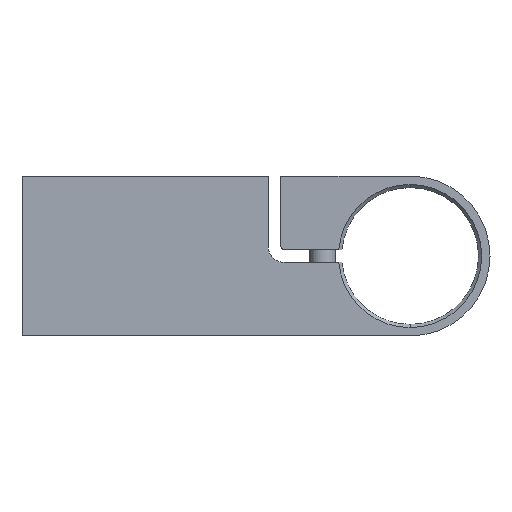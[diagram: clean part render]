
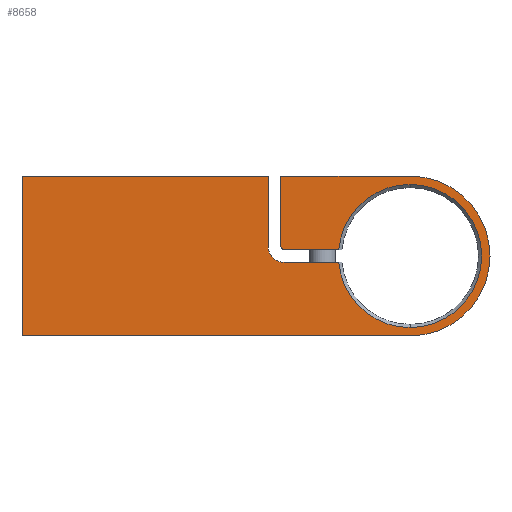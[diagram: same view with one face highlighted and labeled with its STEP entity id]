
A CAD part, front view. The second image highlights one B-rep face of the part: STEP entity #8658.
In plain terms, the highlighted planar face has unit normal (0, -1, 0).
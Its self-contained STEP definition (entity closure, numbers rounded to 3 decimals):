
#12 = EDGE_CURVE ( 'NONE', #8811, #2313, #3562, .T. ) ;
#58 = CARTESIAN_POINT ( 'NONE',  ( -21.306, -8., 2. ) ) ;
#77 = CARTESIAN_POINT ( 'NONE',  ( -40.4, -8., 3. ) ) ;
#217 = AXIS2_PLACEMENT_3D ( 'NONE', #7105, #4196, #1966 ) ;
#252 = VERTEX_POINT ( 'NONE', #3406 ) ;
#270 = ORIENTED_EDGE ( 'NONE', *, *, #2199, .F. ) ;
#272 = ORIENTED_EDGE ( 'NONE', *, *, #7886, .T. ) ;
#331 = VERTEX_POINT ( 'NONE', #4195 ) ;
#687 = VECTOR ( 'NONE', #5723, 1000. ) ;
#711 = AXIS2_PLACEMENT_3D ( 'NONE', #1524, #2886, #8641 ) ;
#843 = VECTOR ( 'NONE', #9144, 1000. ) ;
#858 = ORIENTED_EDGE ( 'NONE', *, *, #1059, .F. ) ;
#979 = CARTESIAN_POINT ( 'NONE',  ( -22.311, -8., -2. ) ) ;
#1029 = ORIENTED_EDGE ( 'NONE', *, *, #4742, .F. ) ;
#1045 = ORIENTED_EDGE ( 'NONE', *, *, #3755, .F. ) ;
#1059 = EDGE_CURVE ( 'NONE', #5220, #252, #4700, .T. ) ;
#1142 = AXIS2_PLACEMENT_3D ( 'NONE', #6070, #7522, #5425 ) ;
#1414 = VECTOR ( 'NONE', #7163, 1000. ) ;
#1524 = CARTESIAN_POINT ( 'NONE',  ( -39.4, -8., 3. ) ) ;
#1536 = DIRECTION ( 'NONE',  ( 0., 0., -1. ) ) ;
#1704 = CARTESIAN_POINT ( 'NONE',  ( -121.4, -8., -25. ) ) ;
#1773 = ORIENTED_EDGE ( 'NONE', *, *, #5938, .F. ) ;
#1813 = DIRECTION ( 'NONE',  ( 1., 0., 0. ) ) ;
#1939 = CARTESIAN_POINT ( 'NONE',  ( -22.311, -8., 2. ) ) ;
#1966 = DIRECTION ( 'NONE',  ( 0., 0., 1. ) ) ;
#1968 = ORIENTED_EDGE ( 'NONE', *, *, #3170, .T. ) ;
#2127 = CARTESIAN_POINT ( 'NONE',  ( -121.4, -8., -25. ) ) ;
#2172 = LINE ( 'NONE', #2127, #843 ) ;
#2187 = CARTESIAN_POINT ( 'NONE',  ( -40.4, -8., 3. ) ) ;
#2199 = EDGE_CURVE ( 'NONE', #3546, #5220, #7794, .T. ) ;
#2268 = DIRECTION ( 'NONE',  ( 0., 1., 0. ) ) ;
#2313 = VERTEX_POINT ( 'NONE', #1704 ) ;
#2336 = CARTESIAN_POINT ( 'NONE',  ( -39.4, -8., 2. ) ) ;
#2599 = ORIENTED_EDGE ( 'NONE', *, *, #8814, .F. ) ;
#2698 = VERTEX_POINT ( 'NONE', #4591 ) ;
#2715 = DIRECTION ( 'NONE',  ( 1., 0., 0. ) ) ;
#2886 = DIRECTION ( 'NONE',  ( 0., -1., 0. ) ) ;
#2980 = CARTESIAN_POINT ( 'NONE',  ( -39.4, -8., -2. ) ) ;
#3170 = EDGE_CURVE ( 'NONE', #8386, #7722, #6776, .T. ) ;
#3331 = DIRECTION ( 'NONE',  ( 0., 0., 1. ) ) ;
#3388 = VERTEX_POINT ( 'NONE', #7553 ) ;
#3406 = CARTESIAN_POINT ( 'NONE',  ( 0., -8., 25. ) ) ;
#3492 = CARTESIAN_POINT ( 'NONE',  ( 0., -8., 0. ) ) ;
#3546 = VERTEX_POINT ( 'NONE', #77 ) ;
#3558 = LINE ( 'NONE', #58, #1414 ) ;
#3562 = LINE ( 'NONE', #7076, #5745 ) ;
#3672 = ORIENTED_EDGE ( 'NONE', *, *, #12, .F. ) ;
#3707 = VERTEX_POINT ( 'NONE', #2980 ) ;
#3732 = CARTESIAN_POINT ( 'NONE',  ( -44.4, -8., 3. ) ) ;
#3755 = EDGE_CURVE ( 'NONE', #3707, #7722, #8514, .T. ) ;
#3770 = ORIENTED_EDGE ( 'NONE', *, *, #6500, .F. ) ;
#3795 = ORIENTED_EDGE ( 'NONE', *, *, #6339, .F. ) ;
#3935 = CARTESIAN_POINT ( 'NONE',  ( 0., -8., 0. ) ) ;
#3957 = AXIS2_PLACEMENT_3D ( 'NONE', #5603, #7060, #7894 ) ;
#4195 = CARTESIAN_POINT ( 'NONE',  ( -44.4, -8., 3. ) ) ;
#4196 = DIRECTION ( 'NONE',  ( 0., 1., 0. ) ) ;
#4535 = CARTESIAN_POINT ( 'NONE',  ( -121.4, -8., 25. ) ) ;
#4561 = CIRCLE ( 'NONE', #5009, 1. ) ;
#4591 = CARTESIAN_POINT ( 'NONE',  ( 0., -8., 22.4 ) ) ;
#4700 = LINE ( 'NONE', #7508, #6165 ) ;
#4742 = EDGE_CURVE ( 'NONE', #5604, #6153, #3558, .T. ) ;
#4843 = DIRECTION ( 'NONE',  ( 0., 0., 1. ) ) ;
#5009 = AXIS2_PLACEMENT_3D ( 'NONE', #8680, #2268, #5113 ) ;
#5113 = DIRECTION ( 'NONE',  ( 0., 0., 1. ) ) ;
#5220 = VERTEX_POINT ( 'NONE', #8398 ) ;
#5266 = ORIENTED_EDGE ( 'NONE', *, *, #5549, .T. ) ;
#5425 = DIRECTION ( 'NONE',  ( 0., 0., 1. ) ) ;
#5460 = CIRCLE ( 'NONE', #3957, 25. ) ;
#5549 = EDGE_CURVE ( 'NONE', #5604, #2698, #6958, .T. ) ;
#5603 = CARTESIAN_POINT ( 'NONE',  ( 0., -8., 0. ) ) ;
#5604 = VERTEX_POINT ( 'NONE', #1939 ) ;
#5723 = DIRECTION ( 'NONE',  ( 1., 0., 0. ) ) ;
#5745 = VECTOR ( 'NONE', #6407, 1000. ) ;
#5929 = VECTOR ( 'NONE', #1536, 1000. ) ;
#5938 = EDGE_CURVE ( 'NONE', #252, #8811, #5460, .T. ) ;
#6070 = CARTESIAN_POINT ( 'NONE',  ( 0., -8., 0. ) ) ;
#6130 = DIRECTION ( 'NONE',  ( 0., 1., 0. ) ) ;
#6143 = EDGE_LOOP ( 'NONE', ( #1029, #5266, #272, #1968, #1045, #2599, #8742, #3795, #8463, #3672, #1773, #858, #270, #3770 ) ) ;
#6153 = VERTEX_POINT ( 'NONE', #2336 ) ;
#6165 = VECTOR ( 'NONE', #1813, 1000. ) ;
#6339 = EDGE_CURVE ( 'NONE', #8031, #3388, #8497, .T. ) ;
#6386 = CARTESIAN_POINT ( 'NONE',  ( 0., -8., -25. ) ) ;
#6407 = DIRECTION ( 'NONE',  ( -1., 0., 0. ) ) ;
#6500 = EDGE_CURVE ( 'NONE', #6153, #3546, #4561, .T. ) ;
#6776 = CIRCLE ( 'NONE', #217, 22.4 ) ;
#6817 = CIRCLE ( 'NONE', #1142, 22.4 ) ;
#6906 = PLANE ( 'NONE',  #7729 ) ;
#6958 = CIRCLE ( 'NONE', #9200, 22.4 ) ;
#6970 = CARTESIAN_POINT ( 'NONE',  ( -21.306, -8., -2. ) ) ;
#7060 = DIRECTION ( 'NONE',  ( 0., 1., 0. ) ) ;
#7076 = CARTESIAN_POINT ( 'NONE',  ( 0., -8., -25. ) ) ;
#7105 = CARTESIAN_POINT ( 'NONE',  ( 0., -8., 0. ) ) ;
#7163 = DIRECTION ( 'NONE',  ( -1., 0., 0. ) ) ;
#7432 = EDGE_CURVE ( 'NONE', #2313, #8031, #2172, .T. ) ;
#7508 = CARTESIAN_POINT ( 'NONE',  ( 0., -8., 25. ) ) ;
#7522 = DIRECTION ( 'NONE',  ( 0., 1., 0. ) ) ;
#7553 = CARTESIAN_POINT ( 'NONE',  ( -44.4, -8., 25. ) ) ;
#7667 = CARTESIAN_POINT ( 'NONE',  ( 0., -8., -22.4 ) ) ;
#7722 = VERTEX_POINT ( 'NONE', #979 ) ;
#7729 = AXIS2_PLACEMENT_3D ( 'NONE', #3492, #9068, #4843 ) ;
#7789 = CARTESIAN_POINT ( 'NONE',  ( -44.4, -8., 25. ) ) ;
#7794 = LINE ( 'NONE', #2187, #8427 ) ;
#7886 = EDGE_CURVE ( 'NONE', #2698, #8386, #6817, .T. ) ;
#7894 = DIRECTION ( 'NONE',  ( 0., 0., 1. ) ) ;
#7980 = VECTOR ( 'NONE', #2715, 1000. ) ;
#8031 = VERTEX_POINT ( 'NONE', #4535 ) ;
#8386 = VERTEX_POINT ( 'NONE', #7667 ) ;
#8398 = CARTESIAN_POINT ( 'NONE',  ( -40.4, -8., 25. ) ) ;
#8427 = VECTOR ( 'NONE', #8685, 1000. ) ;
#8441 = EDGE_CURVE ( 'NONE', #3388, #331, #8653, .T. ) ;
#8463 = ORIENTED_EDGE ( 'NONE', *, *, #7432, .F. ) ;
#8497 = LINE ( 'NONE', #7789, #687 ) ;
#8514 = LINE ( 'NONE', #6970, #7980 ) ;
#8641 = DIRECTION ( 'NONE',  ( 0., 0., 1. ) ) ;
#8653 = LINE ( 'NONE', #3732, #5929 ) ;
#8658 = ADVANCED_FACE ( 'NONE', ( #9209 ), #6906, .F. ) ;
#8680 = CARTESIAN_POINT ( 'NONE',  ( -39.4, -8., 3. ) ) ;
#8685 = DIRECTION ( 'NONE',  ( 0., 0., 1. ) ) ;
#8742 = ORIENTED_EDGE ( 'NONE', *, *, #8441, .F. ) ;
#8811 = VERTEX_POINT ( 'NONE', #6386 ) ;
#8814 = EDGE_CURVE ( 'NONE', #331, #3707, #8927, .T. ) ;
#8927 = CIRCLE ( 'NONE', #711, 5. ) ;
#9068 = DIRECTION ( 'NONE',  ( 0., 1., 0. ) ) ;
#9144 = DIRECTION ( 'NONE',  ( 0., 0., 1. ) ) ;
#9200 = AXIS2_PLACEMENT_3D ( 'NONE', #3935, #6130, #3331 ) ;
#9209 = FACE_OUTER_BOUND ( 'NONE', #6143, .T. ) ;
